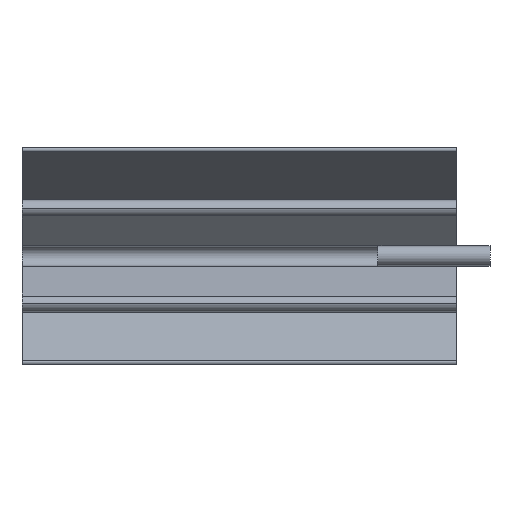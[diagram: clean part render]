
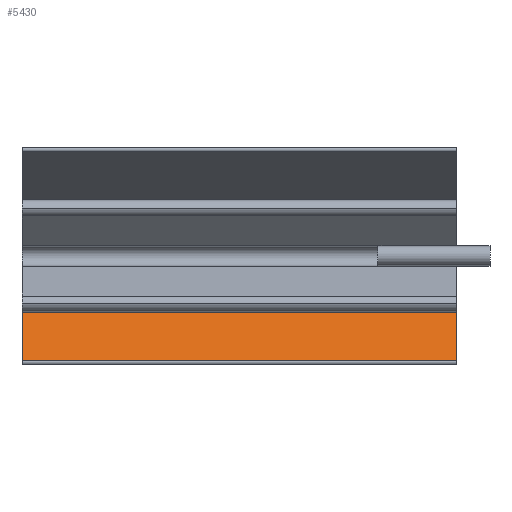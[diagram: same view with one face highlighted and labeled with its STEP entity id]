
A CAD part, left-side view. The second image highlights one B-rep face of the part: STEP entity #5430.
In plain terms, the highlighted planar face has unit normal (-0.587, 0, 0.81).
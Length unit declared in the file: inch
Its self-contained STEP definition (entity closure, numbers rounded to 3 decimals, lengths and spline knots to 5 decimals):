
#266 = CARTESIAN_POINT ( 'NONE',  ( 0.02497, -0.156, -0.9819 ) ) ;
#483 = VERTEX_POINT ( 'NONE', #4873 ) ;
#757 = ORIENTED_EDGE ( 'NONE', *, *, #1846, .T. ) ;
#1351 = DIRECTION ( 'NONE',  ( 0., 1., 0. ) ) ;
#1712 = FACE_OUTER_BOUND ( 'NONE', #4872, .T. ) ;
#1714 = DIRECTION ( 'NONE',  ( 0.81, 0., 0.587 ) ) ;
#1727 = DIRECTION ( 'NONE',  ( -0.587, 0., 0.81 ) ) ;
#1733 = CARTESIAN_POINT ( 'NONE',  ( 0.47517, -0.156, -0.65559 ) ) ;
#1846 = EDGE_CURVE ( 'NONE', #483, #4215, #4083, .T. ) ;
#2061 = PLANE ( 'NONE',  #2389 ) ;
#2159 = CARTESIAN_POINT ( 'NONE',  ( 0.02497, 0., -0.9819 ) ) ;
#2389 = AXIS2_PLACEMENT_3D ( 'NONE', #1733, #1727, #1714 ) ;
#2411 = VERTEX_POINT ( 'NONE', #3170 ) ;
#2423 = CARTESIAN_POINT ( 'NONE',  ( 0.34439, 2., -0.75039 ) ) ;
#2657 = EDGE_CURVE ( 'NONE', #2411, #4215, #4372, .T. ) ;
#2682 = DIRECTION ( 'NONE',  ( 0., -1., 0. ) ) ;
#3170 = CARTESIAN_POINT ( 'NONE',  ( 0.02497, 2., -0.9819 ) ) ;
#3821 = VECTOR ( 'NONE', #5479, 39.37008 ) ;
#3963 = ORIENTED_EDGE ( 'NONE', *, *, #5828, .F. ) ;
#4083 = LINE ( 'NONE', #6238, #4844 ) ;
#4186 = ORIENTED_EDGE ( 'NONE', *, *, #2657, .F. ) ;
#4215 = VERTEX_POINT ( 'NONE', #2423 ) ;
#4226 = VECTOR ( 'NONE', #5222, 39.37008 ) ;
#4372 = LINE ( 'NONE', #5280, #4226 ) ;
#4476 = EDGE_CURVE ( 'NONE', #2411, #4509, #4950, .T. ) ;
#4509 = VERTEX_POINT ( 'NONE', #2159 ) ;
#4809 = VECTOR ( 'NONE', #2682, 39.37008 ) ;
#4844 = VECTOR ( 'NONE', #1351, 39.37008 ) ;
#4872 = EDGE_LOOP ( 'NONE', ( #3963, #757, #4186, #6348 ) ) ;
#4873 = CARTESIAN_POINT ( 'NONE',  ( 0.34439, 0., -0.75039 ) ) ;
#4950 = LINE ( 'NONE', #266, #4809 ) ;
#5029 = LINE ( 'NONE', #5394, #3821 ) ;
#5222 = DIRECTION ( 'NONE',  ( 0.81, 0., 0.587 ) ) ;
#5280 = CARTESIAN_POINT ( 'NONE',  ( 0.02497, 2., -0.9819 ) ) ;
#5394 = CARTESIAN_POINT ( 'NONE',  ( 0.34439, 0., -0.75039 ) ) ;
#5430 = ADVANCED_FACE ( 'NONE', ( #1712 ), #2061, .T. ) ;
#5479 = DIRECTION ( 'NONE',  ( -0.81, 0., -0.587 ) ) ;
#5828 = EDGE_CURVE ( 'NONE', #483, #4509, #5029, .T. ) ;
#6238 = CARTESIAN_POINT ( 'NONE',  ( 0.34439, -0.156, -0.75039 ) ) ;
#6348 = ORIENTED_EDGE ( 'NONE', *, *, #4476, .T. ) ;
